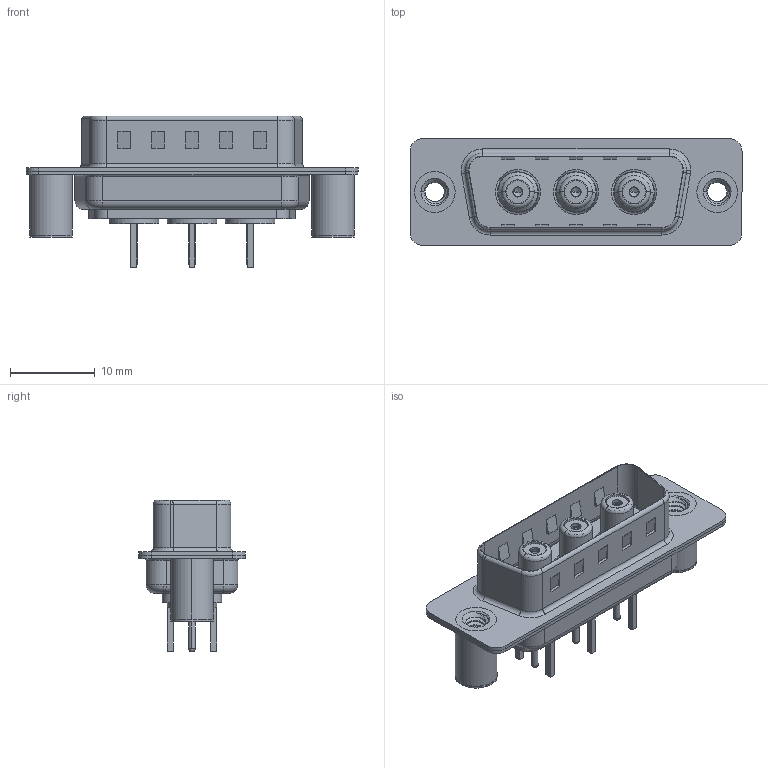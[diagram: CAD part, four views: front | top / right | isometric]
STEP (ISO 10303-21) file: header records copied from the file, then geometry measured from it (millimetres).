
FILE_DESCRIPTION (( 'STEP AP203' ), '1' );
FILE_NAME ('627-3W3-224-5T3.STEP', '2019-05-24T15:24:41', ( '' ), ( '' ), 'SwSTEP 2.0', 'SolidWorks 2016', '' );
FILE_SCHEMA (( 'CONFIG_CONTROL_DESIGN' ));
Length unit declared in the file: millimetre
Products named in the file (11): 627-3W3-224-5T3; 627Combo Shell Front_15 Contacts; 627Combo Threaded Board Spacer_3; Co-Ax Jack_Straight PC Tail; Insulator Socket; 627Combo Shell Rear_15 Contacts; Insulator Socket 2; Locking Collar; Socket_Str; 627Combo Housing_3W3; Co-Ax Jack Assy_S
Assembly tree (13 placements, depth 3):
  627-3W3-224-5T3
    627Combo Housing_3W3
    627Combo Shell Rear_15 Contacts
    627Combo Shell Front_15 Contacts
    627Combo Threaded Board Spacer_3  x2
    Co-Ax Jack Assy_S  x3
      Co-Ax Jack_Straight PC Tail
      Insulator Socket
      Insulator Socket 2
      Locking Collar
      Socket_Str
Bounding box: 39.15 x 12.6 x 17.9 mm (x, y, z)
Volume: 2030.2 mm3; surface area: 6178.7 mm2
Topology: 20 solids, 20 shells, 707 faces, 1688 edges, 1056 vertices
Faces by surface type: cylinder 298, plane 280, torus 66, cone 45, bspline 12, sphere 6
Entity records: 16018 total; most frequent: CARTESIAN_POINT 4047, DIRECTION 2352, ORIENTED_EDGE 2170, EDGE_CURVE 1085, AXIS2_PLACEMENT_3D 885, VERTEX_POINT 683, LINE 582, VECTOR 582
